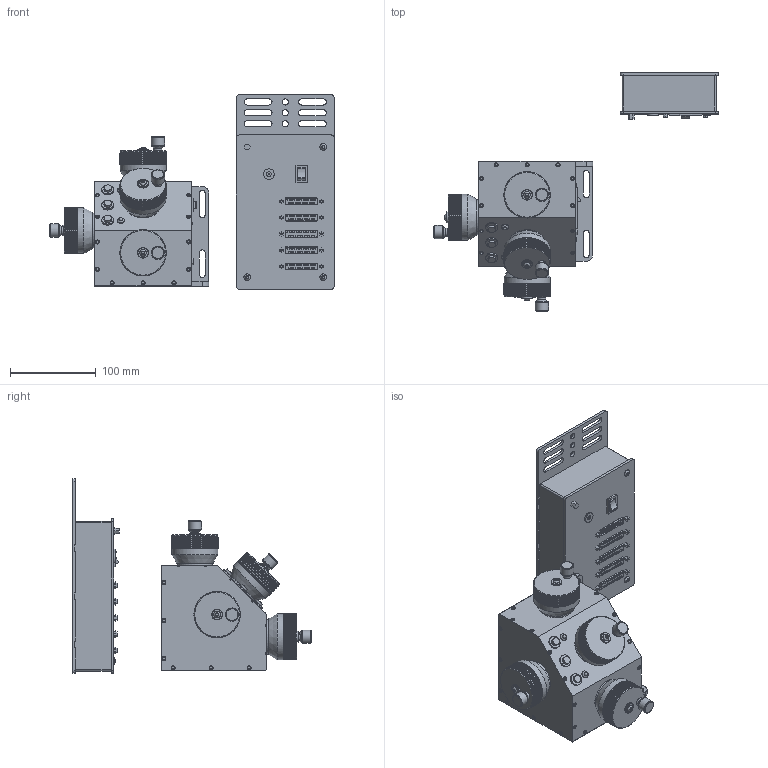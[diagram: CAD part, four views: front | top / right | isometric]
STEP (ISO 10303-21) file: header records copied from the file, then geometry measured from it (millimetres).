
FILE_DESCRIPTION((''),'2;1');
FILE_NAME('mc1000e-r-t.stp','2011-12-07T07:46:35',('JC'),(''),'Autodesk Inventor 11','Autodesk Inventor 11','');
FILE_SCHEMA(('AUTOMOTIVE_DESIGN { 1 0 10303 214 1 1 1 1 }'));
Length unit declared in the file: inch
Products named in the file (3): mc1000e-r-t; mc1000e-r-t1; mc1000e-r-t2
Assembly tree (2 placements, depth 2):
  mc1000e-r-t
    mc1000e-r-t1
    mc1000e-r-t2
Bounding box: 332.38 x 278.45 x 227.33 mm (x, y, z)
Volume: 2799091.3 mm3; surface area: 211019.7 mm2
Topology: 2 solids, 2 shells, 9183 faces, 22630 edges, 15103 vertices
Faces by surface type: plane 8656, cylinder 395, cone 63, bspline 50, sphere 11, torus 8
Full cylindrical faces by diameter (mm): 0.762 x1, 1.118 x150, 2.235 x10, 2.388 x2, 4.648 x33, 4.775 x33, 5.41 x2, 5.461 x1, 7.137 x3, 7.925 x7, 8.128 x2, 8.788 x3, 9.525 x4, 12.471 x1, 12.7 x4, 13.995 x3, 14.275 x8, 15.494 x4, 40.64 x4, 52.222 x4, 53.243 x4, 53.848 x8
Entity records: 267989 total; most frequent: CARTESIAN_POINT 48363, DIRECTION 44397, ORIENTED_EDGE 44066, EDGE_CURVE 22033, VECTOR 17945, LINE 17945, VERTEX_POINT 14942, AXIS2_PLACEMENT_3D 13226
